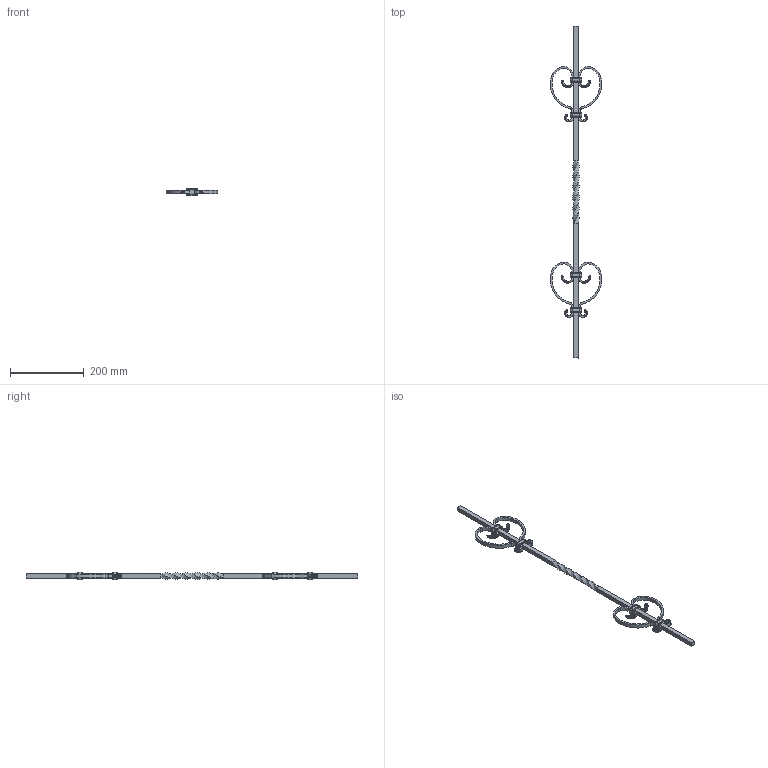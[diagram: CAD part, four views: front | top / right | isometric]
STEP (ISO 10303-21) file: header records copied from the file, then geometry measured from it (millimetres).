
FILE_DESCRIPTION (( 'STEP AP203' ), '1' );
FILE_NAME ('1212.step', '2023-06-13T07:52:02', ( '' ), ( '' ), 'SwSTEP 2.0', 'SolidWorks 2018', '' );
FILE_SCHEMA (( 'CONFIG_CONTROL_DESIGN' ));
Length unit declared in the file: millimetre
Products named in the file (1): 1212
Bounding box: 139.99 x 900 x 20 mm (x, y, z)
Volume: 204031.2 mm3; surface area: 92203.4 mm2
Topology: 9 solids, 9 shells, 940 faces, 2070 edges, 1156 vertices
Faces by surface type: plane 418, cylinder 244, bspline 166, torus 112
Entity records: 33951 total; most frequent: CARTESIAN_POINT 14417, ORIENTED_EDGE 4140, DIRECTION 3780, EDGE_CURVE 2070, AXIS2_PLACEMENT_3D 1335, VERTEX_POINT 1156, VECTOR 1110, LINE 1110
